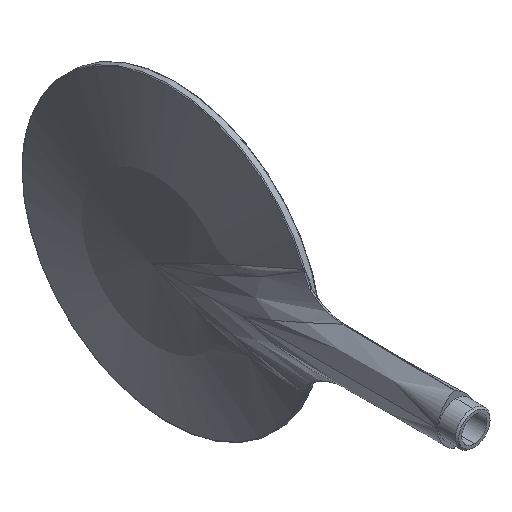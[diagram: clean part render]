
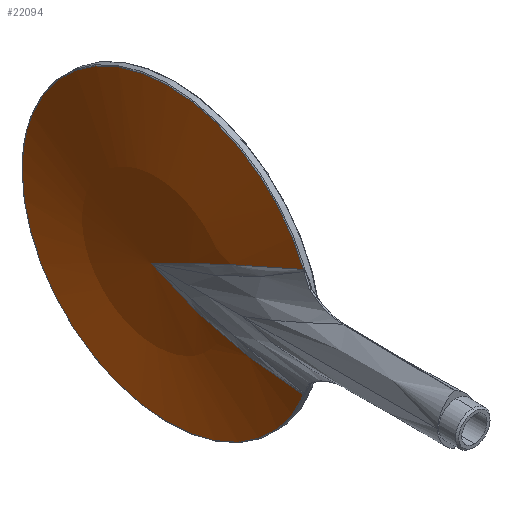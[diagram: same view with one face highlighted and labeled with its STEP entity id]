
A CAD part, isometric view. The second image highlights one B-rep face of the part: STEP entity #22094.
In plain terms, the highlighted spherical face has radius 383.45 mm.
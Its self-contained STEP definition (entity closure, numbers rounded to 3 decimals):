
#451=CARTESIAN_POINT('',(-4.09,-80.38,32.262));
#452=CARTESIAN_POINT('',(-4.155,-80.113,32.18));
#453=CARTESIAN_POINT('',(-4.348,-79.31,31.934));
#454=CARTESIAN_POINT('',(-4.679,-77.912,31.502));
#455=CARTESIAN_POINT('',(-5.095,-76.116,30.945));
#456=CARTESIAN_POINT('',(-5.549,-74.112,30.317));
#457=CARTESIAN_POINT('',(-6.043,-71.862,29.607));
#458=CARTESIAN_POINT('',(-6.584,-69.326,28.797));
#459=CARTESIAN_POINT('',(-7.167,-66.481,27.876));
#460=CARTESIAN_POINT('',(-7.774,-63.391,26.859));
#461=CARTESIAN_POINT('',(-8.378,-60.165,25.777));
#462=CARTESIAN_POINT('',(-8.959,-56.892,24.656));
#463=CARTESIAN_POINT('',(-9.516,-53.581,23.496));
#464=CARTESIAN_POINT('',(-10.053,-50.193,22.281));
#465=CARTESIAN_POINT('',(-10.576,-46.677,20.985));
#466=CARTESIAN_POINT('',(-11.083,-43.013,19.597));
#467=CARTESIAN_POINT('',(-11.565,-39.226,18.117));
#468=CARTESIAN_POINT('',(-12.017,-35.341,16.552));
#469=CARTESIAN_POINT('',(-12.437,-31.322,14.881));
#470=CARTESIAN_POINT('',(-12.831,-27.065,13.053));
#471=CARTESIAN_POINT('',(-13.195,-22.469,11.012));
#472=CARTESIAN_POINT('',(-13.517,-17.472,8.713));
#473=CARTESIAN_POINT('',(-13.779,-12.048,6.123));
#474=CARTESIAN_POINT('',(-13.957,-6.169,3.205));
#475=CARTESIAN_POINT('',(-14.,-2.115,1.112));
#476=CARTESIAN_POINT('',(-14.,-0.005,
0.002));
#477=CARTESIAN_POINT('',(-14.,-0.001,
0.));
#482=CARTESIAN_POINT('',(-14.,-0.001,
0.));
#483=CARTESIAN_POINT('',(-14.,-0.005,
-0.002));
#484=CARTESIAN_POINT('',(-14.,-2.115,
-1.112));
#485=CARTESIAN_POINT('',(-13.957,-6.169,
-3.205));
#486=CARTESIAN_POINT('',(-13.779,-12.048,
-6.123));
#487=CARTESIAN_POINT('',(-13.517,-17.472,
-8.713));
#488=CARTESIAN_POINT('',(-13.195,-22.469,
-11.012));
#489=CARTESIAN_POINT('',(-12.831,-27.065,
-13.053));
#490=CARTESIAN_POINT('',(-12.437,-31.322,
-14.881));
#491=CARTESIAN_POINT('',(-12.017,-35.341,
-16.552));
#492=CARTESIAN_POINT('',(-11.565,-39.226,
-18.117));
#493=CARTESIAN_POINT('',(-11.083,-43.013,
-19.597));
#494=CARTESIAN_POINT('',(-10.576,-46.677,
-20.985));
#495=CARTESIAN_POINT('',(-10.053,-50.193,
-22.281));
#496=CARTESIAN_POINT('',(-9.516,-53.581,
-23.496));
#497=CARTESIAN_POINT('',(-8.959,-56.892,
-24.656));
#498=CARTESIAN_POINT('',(-8.378,-60.165,
-25.777));
#499=CARTESIAN_POINT('',(-7.774,-63.391,
-26.859));
#500=CARTESIAN_POINT('',(-7.167,-66.481,
-27.876));
#501=CARTESIAN_POINT('',(-6.584,-69.326,
-28.797));
#502=CARTESIAN_POINT('',(-6.043,-71.862,
-29.607));
#503=CARTESIAN_POINT('',(-5.549,-74.112,
-30.317));
#504=CARTESIAN_POINT('',(-5.095,-76.116,
-30.945));
#505=CARTESIAN_POINT('',(-4.679,-77.912,
-31.502));
#506=CARTESIAN_POINT('',(-4.348,-79.31,
-31.934));
#507=CARTESIAN_POINT('',(-4.155,-80.113,
-32.18));
#508=CARTESIAN_POINT('',(-4.09,-80.38,
-32.262));
#513=CARTESIAN_POINT('',(-4.09,0.,0.));
#514=DIRECTION('',(-1.,0.,0.));
#515=DIRECTION('',(0.,-0.928,0.372));
#516=AXIS2_PLACEMENT_3D('',#513,#514,#515);
#521=CARTESIAN_POINT('',(-4.09,0.,0.));
#522=DIRECTION('',(-1.,0.,0.));
#523=DIRECTION('',(0.,0.932,0.363));
#524=AXIS2_PLACEMENT_3D('',#521,#522,#523);
#529=CARTESIAN_POINT('',(-4.09,0.,0.));
#530=DIRECTION('',(-1.,0.,0.));
#531=DIRECTION('',(0.,1.,0.));
#532=AXIS2_PLACEMENT_3D('',#529,#530,#531);
#18250=CARTESIAN_POINT('',(-14.,0.,
0.));
#18251=VERTEX_POINT('',#18250);
#18276=VERTEX_POINT('',#451);
#18277=CARTESIAN_POINT('',(-4.09,86.613,
0.));
#18278=CARTESIAN_POINT('',(-4.09,-80.38,
-32.262));
#18279=VERTEX_POINT('',#18277);
#18280=VERTEX_POINT('',#18278);
#18281=CARTESIAN_POINT('',(-4.09,80.695,
31.467));
#18282=VERTEX_POINT('',#18281);
#22078=CARTESIAN_POINT('',(369.45,0.,0.));
#22079=DIRECTION('',(1.,0.,0.));
#22080=DIRECTION('',(0.,-1.,0.));
#22081=AXIS2_PLACEMENT_3D('',#22078,#22079,#22080);
#22082=SPHERICAL_SURFACE('',#22081,383.45);
#22084=ORIENTED_EDGE('',*,*,#22083,.F.);
#22086=ORIENTED_EDGE('',*,*,#22085,.F.);
#22088=ORIENTED_EDGE('',*,*,#22087,.F.);
#22089=ORIENTED_EDGE('',*,*,#22070,.T.);
#22091=ORIENTED_EDGE('',*,*,#22090,.T.);
#22092=EDGE_LOOP('',(#22084,#22086,#22088,#22089,#22091));
#22093=FACE_OUTER_BOUND('',#22092,.F.);
#22094=ADVANCED_FACE('',(#22093),#22082,.T.);
#478=B_SPLINE_CURVE_WITH_KNOTS('',3,(#451,#452,#453,#454,#455,#456,#457,#458,
#459,#460,#461,#462,#463,#464,#465,#466,#467,#468,#469,#470,#471,#472,#473,#474,
#475,#476,#477),.UNSPECIFIED.,.F.,.F.,(4,1,1,1,1,1,1,1,1,1,1,1,1,1,1,1,1,1,1,1,
1,1,1,1,4),(0.,0.01,0.03,0.052,
0.076,0.104,0.135,0.17,
0.208,0.248,0.288,0.328,
0.37,0.413,0.458,0.505,
0.552,0.602,0.654,0.711,
0.774,0.843,0.918,1.,1.),
.UNSPECIFIED.);
#509=B_SPLINE_CURVE_WITH_KNOTS('',3,(#482,#483,#484,#485,#486,#487,#488,#489,
#490,#491,#492,#493,#494,#495,#496,#497,#498,#499,#500,#501,#502,#503,#504,#505,
#506,#507,#508),.UNSPECIFIED.,.F.,.F.,(4,1,1,1,1,1,1,1,1,1,1,1,1,1,1,1,1,1,1,1,
1,1,1,1,4),(0.,0.,0.082,0.157,
0.226,0.289,0.346,0.398,
0.448,0.495,0.542,0.587,
0.63,0.672,0.712,0.752,
0.792,0.83,0.865,0.896,
0.924,0.948,0.97,0.99,1.),
.UNSPECIFIED.);
#517=CIRCLE('',#516,86.613);
#525=CIRCLE('',#524,86.613);
#533=CIRCLE('',#532,86.613);
#22070=EDGE_CURVE('',#18276,#18251,#478,.T.);
#22083=EDGE_CURVE('',#18279,#18280,#533,.T.);
#22085=EDGE_CURVE('',#18282,#18279,#525,.T.);
#22087=EDGE_CURVE('',#18276,#18282,#517,.T.);
#22090=EDGE_CURVE('',#18251,#18280,#509,.T.);
